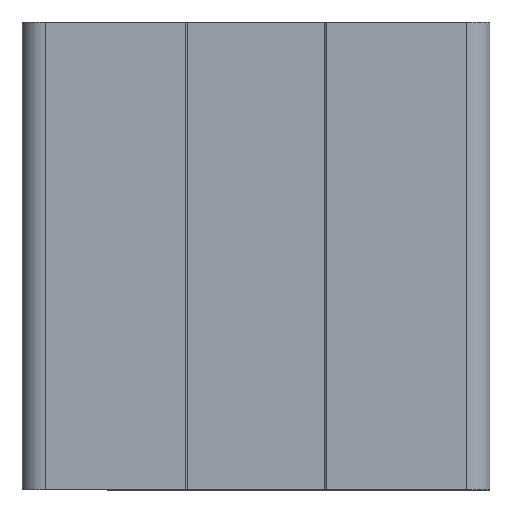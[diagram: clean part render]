
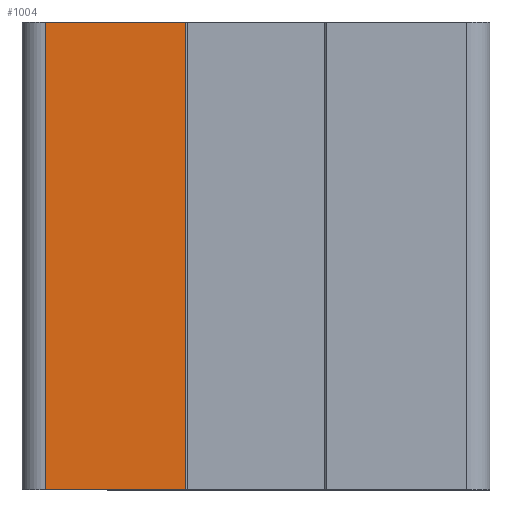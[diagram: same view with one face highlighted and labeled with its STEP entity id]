
A CAD part, left-side view. The second image highlights one B-rep face of the part: STEP entity #1004.
In plain terms, the highlighted planar face has unit normal (-1, 0, 0).
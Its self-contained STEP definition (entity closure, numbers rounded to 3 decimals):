
#31=FACE_OUTER_BOUND('',#84,.T.);
#84=EDGE_LOOP('',(#781,#782,#783,#784));
#175=LINE('',#1472,#312);
#185=LINE('',#1495,#322);
#231=LINE('',#1595,#368);
#232=LINE('',#1597,#369);
#312=VECTOR('',#1172,10.);
#322=VECTOR('',#1186,10.);
#368=VECTOR('',#1256,10.);
#369=VECTOR('',#1259,10.);
#453=VERTEX_POINT('',#1469);
#454=VERTEX_POINT('',#1471);
#464=VERTEX_POINT('',#1492);
#465=VERTEX_POINT('',#1494);
#551=EDGE_CURVE('',#453,#454,#175,.T.);
#562=EDGE_CURVE('',#464,#465,#185,.T.);
#613=EDGE_CURVE('',#464,#454,#231,.T.);
#614=EDGE_CURVE('',#465,#453,#232,.T.);
#781=ORIENTED_EDGE('',*,*,#614,.F.);
#782=ORIENTED_EDGE('',*,*,#562,.F.);
#783=ORIENTED_EDGE('',*,*,#613,.T.);
#784=ORIENTED_EDGE('',*,*,#551,.F.);
#958=PLANE('',#1079);
#1004=ADVANCED_FACE('',(#31),#958,.T.);
#1079=AXIS2_PLACEMENT_3D('',#1596,#1257,#1258);
#1172=DIRECTION('',(0.,-1.,0.));
#1186=DIRECTION('',(0.,1.,0.));
#1256=DIRECTION('',(0.,0.,1.));
#1257=DIRECTION('center_axis',(-1.,0.,0.));
#1258=DIRECTION('ref_axis',(0.,0.,1.));
#1259=DIRECTION('',(0.,0.,1.));
#1469=CARTESIAN_POINT('',(-10.,9.,21.537));
#1471=CARTESIAN_POINT('',(-10.,3.,21.537));
#1472=CARTESIAN_POINT('',(-10.,-4.061,21.537));
#1492=CARTESIAN_POINT('',(-10.,3.,1.537));
#1494=CARTESIAN_POINT('',(-10.,9.,1.537));
#1495=CARTESIAN_POINT('',(-10.,12.811,1.537));
#1595=CARTESIAN_POINT('',(-10.,3.,18.601));
#1596=CARTESIAN_POINT('Origin',(-10.,9.,-259.5));
#1597=CARTESIAN_POINT('',(-10.,9.,18.601));
